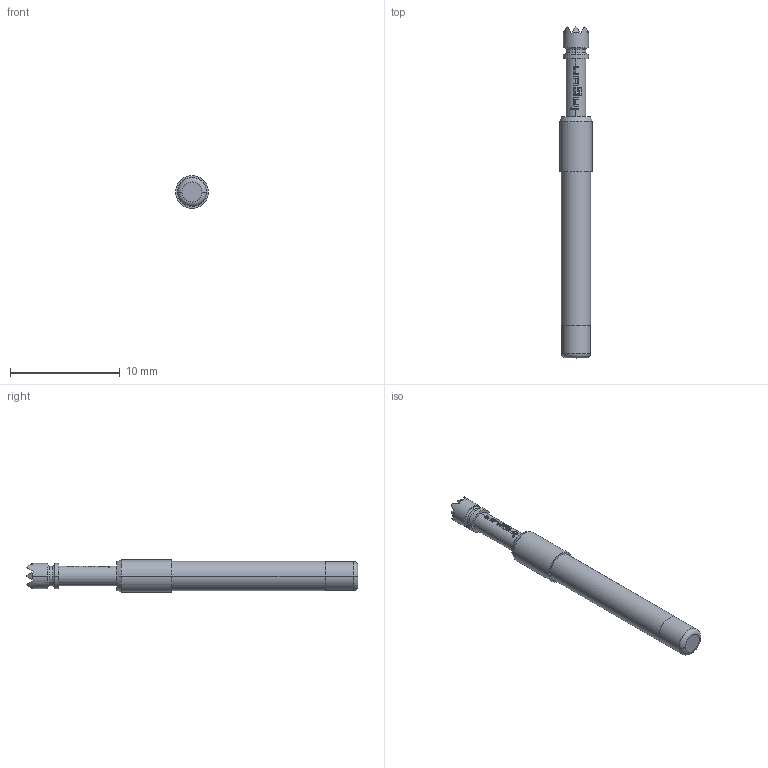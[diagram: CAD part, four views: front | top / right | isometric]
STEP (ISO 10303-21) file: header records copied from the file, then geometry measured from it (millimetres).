
FILE_DESCRIPTION (( 'STEP AP203' ), '1' );
FILE_NAME ('INGUN_HSS-120_306_230_A_xx05.STEP', '2022-02-04T08:44:01', ( 'ochi' ), ( '' ), 'SwSTEP 2.0', 'SolidWorks 2018', '' );
FILE_SCHEMA (( 'CONFIG_CONTROL_DESIGN' ));
Length unit declared in the file: millimetre
Products named in the file (1): INGUN_HSS-120_306_230_A_xx05
Bounding box: 3 x 30.3 x 3 mm (x, y, z)
Volume: 151.4 mm3; surface area: 257.1 mm2
Topology: 1 solids, 1 shells, 146 faces, 374 edges, 237 vertices
Faces by surface type: plane 83, cylinder 33, bspline 22, torus 6, cone 2
Entity records: 4757 total; most frequent: CARTESIAN_POINT 1368, ORIENTED_EDGE 748, DIRECTION 624, EDGE_CURVE 374, AXIS2_PLACEMENT_3D 241, VERTEX_POINT 237, EDGE_LOOP 153, ADVANCED_FACE 146
